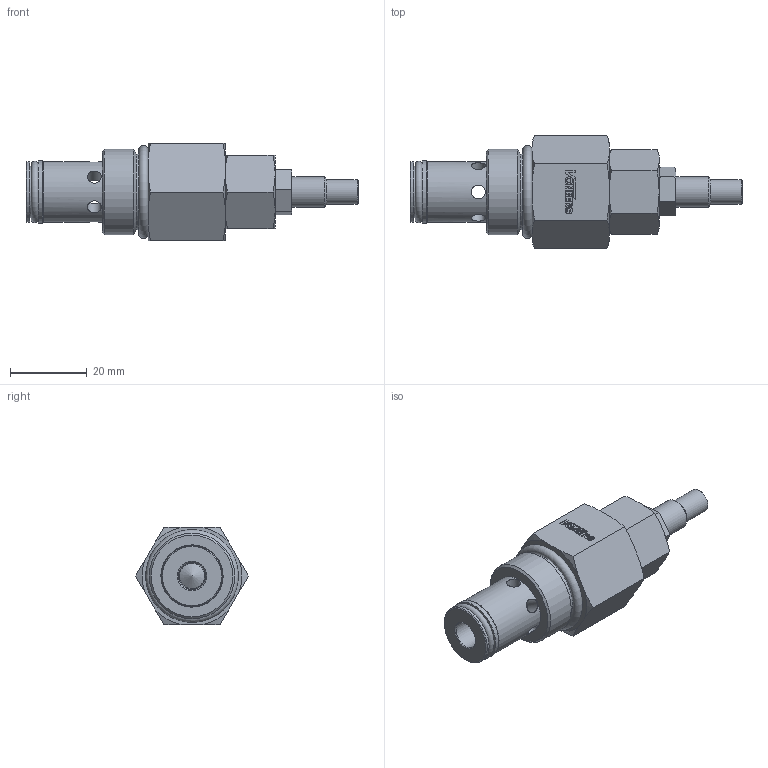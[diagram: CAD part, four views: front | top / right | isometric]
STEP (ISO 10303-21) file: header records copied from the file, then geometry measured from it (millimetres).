
FILE_DESCRIPTION((''),'2;1');
FILE_NAME('2810.stp','2015-01-26T16:24:11',('jml'),(''),'Autodesk Inventor 2010','Autodesk Inventor 2010','');
FILE_SCHEMA(('AUTOMOTIVE_DESIGN { 1 0 10303 214 1 1 1 1 }'));
Length unit declared in the file: inch
Products named in the file (10): 2610 (LevelofDetail2); 220742; 220743; 220746; 009 O-RING; 014 O-RING; 014 BACKUP; 906 O-RING; 910 O-RING; 990172
Assembly tree (9 placements, depth 2):
  2610 (LevelofDetail2)
    220742
    220743
    220746
    009 O-RING
    014 O-RING
    014 BACKUP
    906 O-RING
    910 O-RING
    990172
Bounding box: 86.31 x 29.33 x 25.4 mm (x, y, z)
Volume: 22734.4 mm3; surface area: 11763.6 mm2
Topology: 9 solids, 9 shells, 248 faces, 639 edges, 419 vertices
Faces by surface type: plane 132, cone 61, cylinder 38, bspline 11, torus 6
Full cylindrical faces by diameter (mm): 1.044 x1, 3.581 x6, 5.461 x1, 6.35 x2, 7.036 x1, 7.874 x1, 7.925 x1, 8.331 x2, 12.294 x1, 13.208 x1, 13.284 x1, 14.275 x1, 15.824 x2, 16.205 x1, 19.685 x1, 22.225 x1
Entity records: 7989 total; most frequent: CARTESIAN_POINT 2019, ORIENTED_EDGE 1138, DIRECTION 1123, EDGE_CURVE 569, AXIS2_PLACEMENT_3D 418, VERTEX_POINT 404, EDGE_LOOP 341, VECTOR 287
